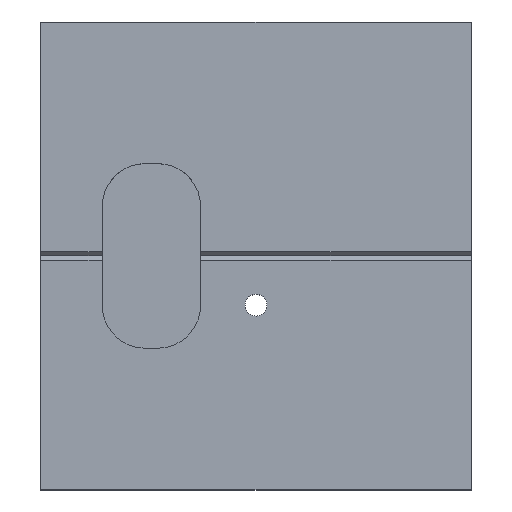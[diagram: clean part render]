
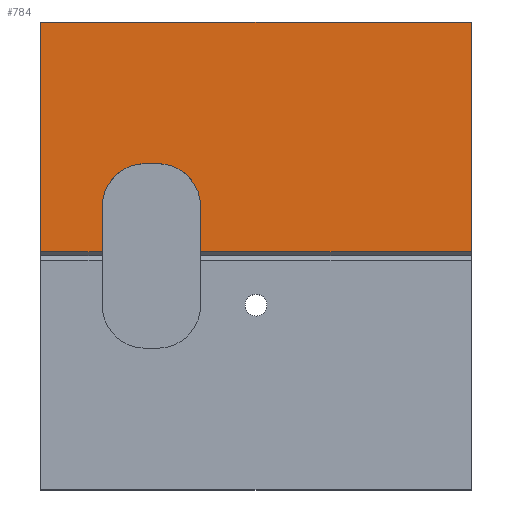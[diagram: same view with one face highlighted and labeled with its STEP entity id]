
A CAD part, top view. The second image highlights one B-rep face of the part: STEP entity #784.
In plain terms, the highlighted planar face has unit normal (0, 0, 1).
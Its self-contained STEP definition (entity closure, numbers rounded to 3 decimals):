
#49=CIRCLE('',#844,3.5);
#52=CIRCLE('',#855,3.5);
#92=FACE_OUTER_BOUND('',#135,.T.);
#135=EDGE_LOOP('',(#702,#703,#704,#705,#706,#707,#708,#709,#710,#711));
#186=LINE('',#1213,#274);
#191=LINE('',#1224,#279);
#210=LINE('',#1276,#298);
#212=LINE('',#1279,#300);
#213=LINE('',#1284,#301);
#219=LINE('',#1295,#307);
#220=LINE('',#1298,#308);
#224=LINE('',#1305,#312);
#274=VECTOR('',#985,3.645);
#279=VECTOR('',#992,1.);
#298=VECTOR('',#1045,18.645);
#300=VECTOR('',#1049,22.);
#301=VECTOR('',#1056,35.);
#307=VECTOR('',#1066,18.645);
#308=VECTOR('',#1069,3.645);
#312=VECTOR('',#1077,5.);
#357=VERTEX_POINT('',#1210);
#358=VERTEX_POINT('',#1212);
#362=VERTEX_POINT('',#1221);
#363=VERTEX_POINT('',#1223);
#372=VERTEX_POINT('',#1248);
#378=VERTEX_POINT('',#1273);
#379=VERTEX_POINT('',#1275);
#380=VERTEX_POINT('',#1283);
#383=VERTEX_POINT('',#1293);
#384=VERTEX_POINT('',#1297);
#448=EDGE_CURVE('',#357,#358,#186,.T.);
#453=EDGE_CURVE('',#362,#363,#191,.T.);
#466=EDGE_CURVE('',#363,#372,#49,.T.);
#480=EDGE_CURVE('',#378,#379,#210,.T.);
#482=EDGE_CURVE('',#379,#357,#212,.T.);
#483=EDGE_CURVE('',#358,#362,#52,.T.);
#484=EDGE_CURVE('',#380,#378,#213,.T.);
#490=EDGE_CURVE('',#383,#380,#219,.T.);
#491=EDGE_CURVE('',#372,#384,#220,.T.);
#495=EDGE_CURVE('',#383,#384,#224,.T.);
#702=ORIENTED_EDGE('',*,*,#490,.F.);
#703=ORIENTED_EDGE('',*,*,#495,.T.);
#704=ORIENTED_EDGE('',*,*,#491,.F.);
#705=ORIENTED_EDGE('',*,*,#466,.F.);
#706=ORIENTED_EDGE('',*,*,#453,.F.);
#707=ORIENTED_EDGE('',*,*,#483,.F.);
#708=ORIENTED_EDGE('',*,*,#448,.F.);
#709=ORIENTED_EDGE('',*,*,#482,.F.);
#710=ORIENTED_EDGE('',*,*,#480,.F.);
#711=ORIENTED_EDGE('',*,*,#484,.F.);
#744=PLANE('',#861);
#784=ADVANCED_FACE('',(#92),#744,.T.);
#844=AXIS2_PLACEMENT_3D('',#1249,#1016,#1017);
#855=AXIS2_PLACEMENT_3D('',#1281,#1052,#1053);
#861=AXIS2_PLACEMENT_3D('',#1304,#1075,#1076);
#985=DIRECTION('',(0.,1.,0.));
#992=DIRECTION('',(-1.,0.,0.));
#1016=DIRECTION('center_axis',(0.,0.,1.));
#1017=DIRECTION('ref_axis',(0.,-1.,0.));
#1045=DIRECTION('',(0.,-1.,0.));
#1049=DIRECTION('',(-1.,0.,0.));
#1052=DIRECTION('center_axis',(0.,0.,1.));
#1053=DIRECTION('ref_axis',(0.,-1.,0.));
#1056=DIRECTION('',(1.,0.,0.));
#1066=DIRECTION('',(0.,1.,0.));
#1069=DIRECTION('',(0.,-1.,0.));
#1075=DIRECTION('center_axis',(0.,0.,1.));
#1076=DIRECTION('ref_axis',(1.,0.,0.));
#1077=DIRECTION('',(1.,0.,0.));
#1210=CARTESIAN_POINT('',(-117.,-18.695,10.));
#1212=CARTESIAN_POINT('',(-117.,-15.05,10.));
#1213=CARTESIAN_POINT('',(-117.,-18.695,10.));
#1221=CARTESIAN_POINT('',(-120.5,-11.55,10.));
#1223=CARTESIAN_POINT('',(-121.5,-11.55,10.));
#1224=CARTESIAN_POINT('',(-120.5,-11.55,10.));
#1248=CARTESIAN_POINT('',(-125.,-15.05,10.));
#1249=CARTESIAN_POINT('Origin',(-121.5,-15.05,10.));
#1273=CARTESIAN_POINT('',(-95.,-0.05,10.));
#1275=CARTESIAN_POINT('',(-95.,-18.695,10.));
#1276=CARTESIAN_POINT('',(-95.,-0.05,10.));
#1279=CARTESIAN_POINT('',(-95.,-18.695,10.));
#1281=CARTESIAN_POINT('Origin',(-120.5,-15.05,10.));
#1283=CARTESIAN_POINT('',(-130.,-0.05,10.));
#1284=CARTESIAN_POINT('',(-130.,-0.05,10.));
#1293=CARTESIAN_POINT('',(-130.,-18.695,10.));
#1295=CARTESIAN_POINT('',(-130.,-18.695,10.));
#1297=CARTESIAN_POINT('',(-125.,-18.695,10.));
#1298=CARTESIAN_POINT('',(-125.,-15.05,10.));
#1304=CARTESIAN_POINT('Origin',(0.,0.,10.));
#1305=CARTESIAN_POINT('',(-130.,-18.695,10.));
